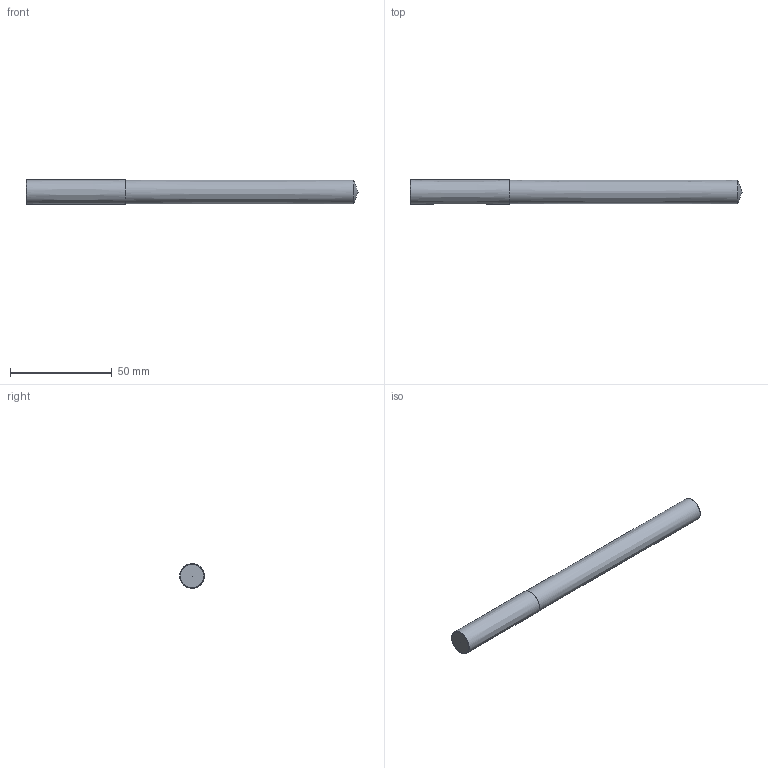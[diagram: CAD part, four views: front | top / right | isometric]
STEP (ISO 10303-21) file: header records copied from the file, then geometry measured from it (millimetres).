
FILE_DESCRIPTION ((), '1');
FILE_NAME ('CXDCLM1160AP.STP', '2021-03-26T16:36:37', ('Unknown'), ('m.a.ford europe'), 'OneCNC-XR8 Mill 3D Expert', 'OneCNC-XR8 Mill 3D Expert', '');
FILE_SCHEMA (('CONFIG_CONTROL_DESIGN'));
Length unit declared in the file: millimetre
Bounding box: 163 x 12 x 12 mm (x, y, z)
Surface area: 6152.2 mm2 (no closed solid volume)
Topology: 0 solids, 6 shells, 6 faces, 18 edges, 12 vertices
Faces by surface type: bspline 6
Entity records: 931 total; most frequent: CARTESIAN_POINT 736, ORIENTED_EDGE 22, B_SPLINE_CURVE_WITH_KNOTS 16, EDGE_CURVE 16, VERTEX_POINT 12, PERSON 8, ORGANIZATION 8, PERSON_AND_ORGANIZATION 8
